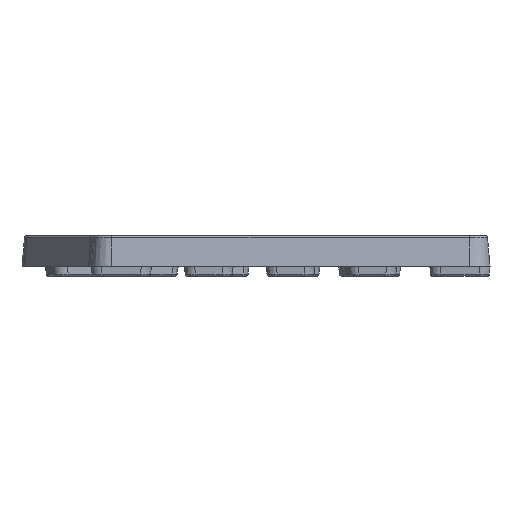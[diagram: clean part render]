
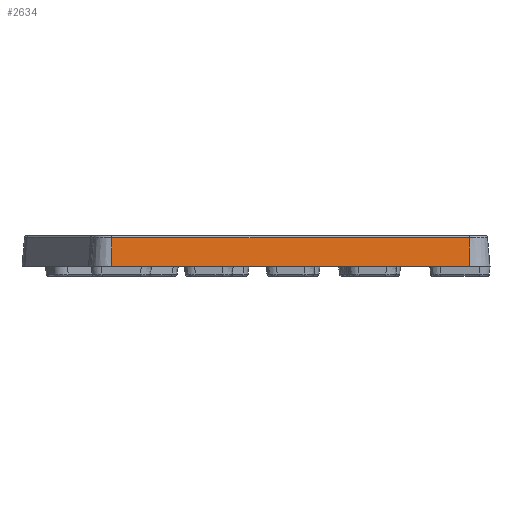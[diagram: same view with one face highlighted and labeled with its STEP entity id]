
A CAD part, front view. The second image highlights one B-rep face of the part: STEP entity #2634.
In plain terms, the highlighted planar face has unit normal (0, -0.996, 0.087).
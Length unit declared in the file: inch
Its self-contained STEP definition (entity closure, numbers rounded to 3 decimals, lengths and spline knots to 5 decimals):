
#13 = VERTEX_POINT ( 'NONE', #7766 ) ;
#331 = DIRECTION ( 'NONE',  ( 0., 0.087, 0.996 ) ) ;
#358 = VERTEX_POINT ( 'NONE', #5283 ) ;
#505 = CARTESIAN_POINT ( 'NONE',  ( 2.63214, -0.26604, 0.10913 ) ) ;
#628 = DIRECTION ( 'NONE',  ( 1., 0., 0. ) ) ;
#1208 = DIRECTION ( 'NONE',  ( 0., -0.996, 0.087 ) ) ;
#1821 = CARTESIAN_POINT ( 'NONE',  ( 2.63214, -0.27559, 0. ) ) ;
#1892 = ORIENTED_EDGE ( 'NONE', *, *, #2657, .T. ) ;
#2009 = LINE ( 'NONE', #7621, #3126 ) ;
#2051 = EDGE_CURVE ( 'NONE', #5544, #3323, #8259, .T. ) ;
#2149 = ORIENTED_EDGE ( 'NONE', *, *, #3774, .T. ) ;
#2281 = ORIENTED_EDGE ( 'NONE', *, *, #7291, .F. ) ;
#2634 = ADVANCED_FACE ( 'NONE', ( #7526 ), #2849, .T. ) ;
#2657 = EDGE_CURVE ( 'NONE', #13, #358, #3939, .T. ) ;
#2849 = PLANE ( 'NONE',  #6383 ) ;
#3126 = VECTOR ( 'NONE', #628, 39.37008 ) ;
#3323 = VERTEX_POINT ( 'NONE', #505 ) ;
#3535 = DIRECTION ( 'NONE',  ( 0., -0.087, -0.996 ) ) ;
#3636 = CARTESIAN_POINT ( 'NONE',  ( 1.17545, -0.27559, 0. ) ) ;
#3774 = EDGE_CURVE ( 'NONE', #358, #5544, #2009, .T. ) ;
#3939 = LINE ( 'NONE', #5958, #8380 ) ;
#4359 = CARTESIAN_POINT ( 'NONE',  ( 2.63214, -0.27559, 0. ) ) ;
#4375 = DIRECTION ( 'NONE',  ( 0., -0.087, -0.996 ) ) ;
#5283 = CARTESIAN_POINT ( 'NONE',  ( 1.25419, -0.27559, 0. ) ) ;
#5544 = VERTEX_POINT ( 'NONE', #4359 ) ;
#5571 = ORIENTED_EDGE ( 'NONE', *, *, #2051, .T. ) ;
#5630 = DIRECTION ( 'NONE',  ( 1., 0., 0. ) ) ;
#5958 = CARTESIAN_POINT ( 'NONE',  ( 1.25419, -0.27559, 0. ) ) ;
#5995 = LINE ( 'NONE', #7897, #7539 ) ;
#6383 = AXIS2_PLACEMENT_3D ( 'NONE', #3636, #1208, #3535 ) ;
#7291 = EDGE_CURVE ( 'NONE', #13, #3323, #5995, .T. ) ;
#7526 = FACE_OUTER_BOUND ( 'NONE', #9195, .T. ) ;
#7539 = VECTOR ( 'NONE', #5630, 39.37008 ) ;
#7621 = CARTESIAN_POINT ( 'NONE',  ( 1.88111, -0.27559, 0. ) ) ;
#7766 = CARTESIAN_POINT ( 'NONE',  ( 1.25419, -0.26604, 0.10913 ) ) ;
#7783 = VECTOR ( 'NONE', #331, 39.37008 ) ;
#7897 = CARTESIAN_POINT ( 'NONE',  ( 1.52828, -0.26604, 0.10913 ) ) ;
#8259 = LINE ( 'NONE', #1821, #7783 ) ;
#8380 = VECTOR ( 'NONE', #4375, 39.37008 ) ;
#9195 = EDGE_LOOP ( 'NONE', ( #2149, #5571, #2281, #1892 ) ) ;
